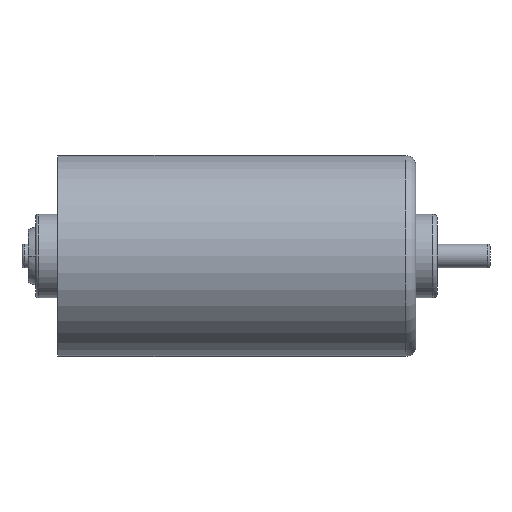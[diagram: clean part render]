
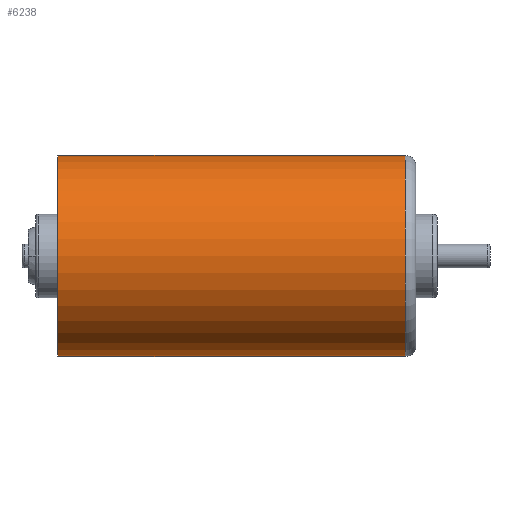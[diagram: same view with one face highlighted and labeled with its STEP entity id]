
A CAD part, front view. The second image highlights one B-rep face of the part: STEP entity #6238.
In plain terms, the highlighted cylindrical face has radius 21.05 mm (diameter 42.1 mm), a partial arc.
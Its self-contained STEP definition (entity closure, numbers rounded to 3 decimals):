
#117 = DIRECTION ( 'NONE',  ( -1., 0., 0. ) ) ;
#160 = CYLINDRICAL_SURFACE ( 'NONE', #5353, 21.05 ) ;
#242 = DIRECTION ( 'NONE',  ( 0., 0., 1. ) ) ;
#849 = VECTOR ( 'NONE', #1016, 1000. ) ;
#902 = ORIENTED_EDGE ( 'NONE', *, *, #3801, .F. ) ;
#940 = DIRECTION ( 'NONE',  ( -1., 0., 0. ) ) ;
#1016 = DIRECTION ( 'NONE',  ( -1., 0., 0. ) ) ;
#1074 = DIRECTION ( 'NONE',  ( -1., 0., 0. ) ) ;
#1173 = CARTESIAN_POINT ( 'NONE',  ( -45.15, 0., 21.05 ) ) ;
#1307 = CARTESIAN_POINT ( 'NONE',  ( -29.85, 0., 0. ) ) ;
#1443 = CIRCLE ( 'NONE', #7747, 21.05 ) ;
#1652 = ORIENTED_EDGE ( 'NONE', *, *, #1970, .F. ) ;
#1702 = VERTEX_POINT ( 'NONE', #6739 ) ;
#1782 = DIRECTION ( 'NONE',  ( 0., 0., 1. ) ) ;
#1970 = EDGE_CURVE ( 'NONE', #1702, #4553, #4027, .T. ) ;
#2013 = VECTOR ( 'NONE', #940, 1000. ) ;
#2148 = CARTESIAN_POINT ( 'NONE',  ( -29.85, 0., 21.05 ) ) ;
#2173 = EDGE_LOOP ( 'NONE', ( #1652, #7000, #6907, #902 ) ) ;
#2385 = DIRECTION ( 'NONE',  ( -1., 0., 0. ) ) ;
#2622 = CARTESIAN_POINT ( 'NONE',  ( 27.65, 0., 21.05 ) ) ;
#3519 = DIRECTION ( 'NONE',  ( 0., 0., 1. ) ) ;
#3525 = CIRCLE ( 'NONE', #4820, 21.05 ) ;
#3603 = VERTEX_POINT ( 'NONE', #1173 ) ;
#3801 = EDGE_CURVE ( 'NONE', #4553, #3603, #1443, .T. ) ;
#3901 = CARTESIAN_POINT ( 'NONE',  ( -45.15, 0., 0. ) ) ;
#4027 = LINE ( 'NONE', #7131, #849 ) ;
#4314 = CARTESIAN_POINT ( 'NONE',  ( 27.65, 0., 0. ) ) ;
#4553 = VERTEX_POINT ( 'NONE', #7091 ) ;
#4779 = VERTEX_POINT ( 'NONE', #2622 ) ;
#4820 = AXIS2_PLACEMENT_3D ( 'NONE', #4314, #2385, #1782 ) ;
#5243 = EDGE_CURVE ( 'NONE', #1702, #4779, #3525, .T. ) ;
#5353 = AXIS2_PLACEMENT_3D ( 'NONE', #1307, #117, #242 ) ;
#5542 = EDGE_CURVE ( 'NONE', #4779, #3603, #6460, .T. ) ;
#6238 = ADVANCED_FACE ( 'NONE', ( #6304 ), #160, .T. ) ;
#6304 = FACE_OUTER_BOUND ( 'NONE', #2173, .T. ) ;
#6460 = LINE ( 'NONE', #2148, #2013 ) ;
#6739 = CARTESIAN_POINT ( 'NONE',  ( 27.65, 0., -21.05 ) ) ;
#6907 = ORIENTED_EDGE ( 'NONE', *, *, #5542, .T. ) ;
#7000 = ORIENTED_EDGE ( 'NONE', *, *, #5243, .T. ) ;
#7091 = CARTESIAN_POINT ( 'NONE',  ( -45.15, 0., -21.05 ) ) ;
#7131 = CARTESIAN_POINT ( 'NONE',  ( -29.85, 0., -21.05 ) ) ;
#7747 = AXIS2_PLACEMENT_3D ( 'NONE', #3901, #1074, #3519 ) ;
